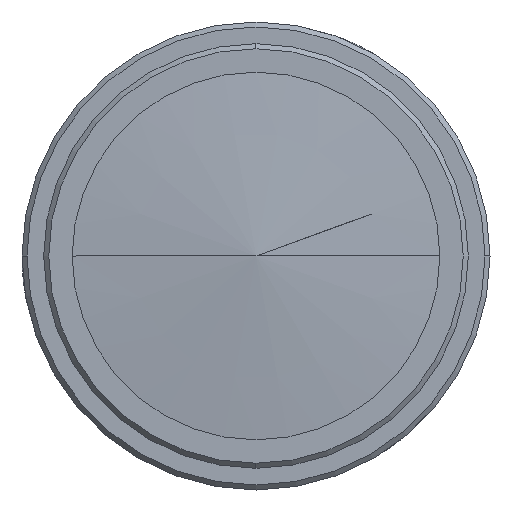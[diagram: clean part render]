
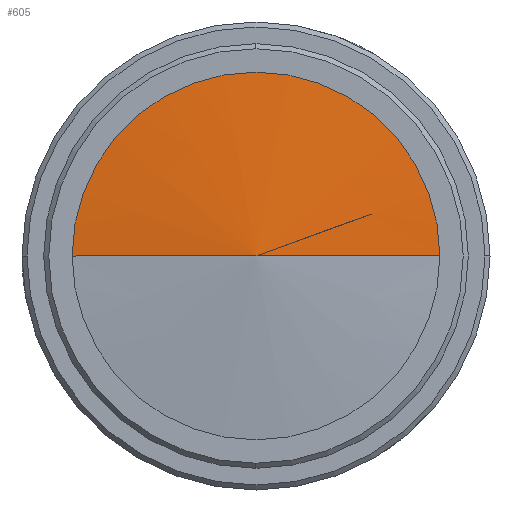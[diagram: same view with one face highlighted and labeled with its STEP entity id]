
A CAD part, left-side view. The second image highlights one B-rep face of the part: STEP entity #605.
In plain terms, the highlighted conical face has half-angle 84.899 degrees and reference radius 11202.7 mm.
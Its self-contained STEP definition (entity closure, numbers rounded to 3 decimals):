
#144 = AXIS2_PLACEMENT_3D ( 'NONE', #592, #1439, #719 ) ;
#169 = LINE ( 'NONE', #864, #1366 ) ;
#183 = CARTESIAN_POINT ( 'NONE',  ( -60.409, -11., 0. ) ) ;
#206 = CONICAL_SURFACE ( 'NONE', #303, 11202.699, 1.482 ) ;
#220 = EDGE_CURVE ( 'NONE', #506, #1239, #347, .T. ) ;
#222 = EDGE_CURVE ( 'NONE', #506, #366, #169, .T. ) ;
#303 = AXIS2_PLACEMENT_3D ( 'NONE', #385, #1222, #1100 ) ;
#347 = LINE ( 'NONE', #370, #1408 ) ;
#366 = VERTEX_POINT ( 'NONE', #668 ) ;
#370 = CARTESIAN_POINT ( 'NONE',  ( -61.391, 0., 0. ) ) ;
#372 = ORIENTED_EDGE ( 'NONE', *, *, #222, .F. ) ;
#373 = CARTESIAN_POINT ( 'NONE',  ( -61.391, 0., 0. ) ) ;
#385 = CARTESIAN_POINT ( 'NONE',  ( 938.609, 0., 0. ) ) ;
#401 = CARTESIAN_POINT ( 'NONE',  ( -60.409, 0., 0. ) ) ;
#506 = VERTEX_POINT ( 'NONE', #373 ) ;
#539 = ORIENTED_EDGE ( 'NONE', *, *, #220, .T. ) ;
#592 = CARTESIAN_POINT ( 'NONE',  ( -60.409, 0., 0. ) ) ;
#605 = ADVANCED_FACE ( 'NONE', ( #816 ), #206, .T. ) ;
#649 = DIRECTION ( 'NONE',  ( 1., 0., 0. ) ) ;
#668 = CARTESIAN_POINT ( 'NONE',  ( -60.409, 11., 0. ) ) ;
#676 = EDGE_LOOP ( 'NONE', ( #372, #539, #1530, #959 ) ) ;
#719 = DIRECTION ( 'NONE',  ( 0., -0.815, 0.58 ) ) ;
#810 = VERTEX_POINT ( 'NONE', #921 ) ;
#816 = FACE_OUTER_BOUND ( 'NONE', #676, .T. ) ;
#864 = CARTESIAN_POINT ( 'NONE',  ( -61.391, 0., 0. ) ) ;
#896 = DIRECTION ( 'NONE',  ( 0., -0.815, 0.58 ) ) ;
#921 = CARTESIAN_POINT ( 'NONE',  ( -60.409, 0., 11. ) ) ;
#959 = ORIENTED_EDGE ( 'NONE', *, *, #1180, .F. ) ;
#979 = DIRECTION ( 'NONE',  ( 0.089, -0.996, 0. ) ) ;
#1046 = EDGE_CURVE ( 'NONE', #810, #1239, #1512, .T. ) ;
#1100 = DIRECTION ( 'NONE',  ( 0., 1., 0. ) ) ;
#1180 = EDGE_CURVE ( 'NONE', #366, #810, #1442, .T. ) ;
#1222 = DIRECTION ( 'NONE',  ( 1., 0., 0. ) ) ;
#1239 = VERTEX_POINT ( 'NONE', #183 ) ;
#1353 = DIRECTION ( 'NONE',  ( 0.089, 0.996, 0. ) ) ;
#1366 = VECTOR ( 'NONE', #1353, 1000. ) ;
#1399 = AXIS2_PLACEMENT_3D ( 'NONE', #401, #649, #896 ) ;
#1408 = VECTOR ( 'NONE', #979, 1000. ) ;
#1439 = DIRECTION ( 'NONE',  ( 1., 0., 0. ) ) ;
#1442 = CIRCLE ( 'NONE', #1399, 11. ) ;
#1512 = CIRCLE ( 'NONE', #144, 11. ) ;
#1530 = ORIENTED_EDGE ( 'NONE', *, *, #1046, .F. ) ;
